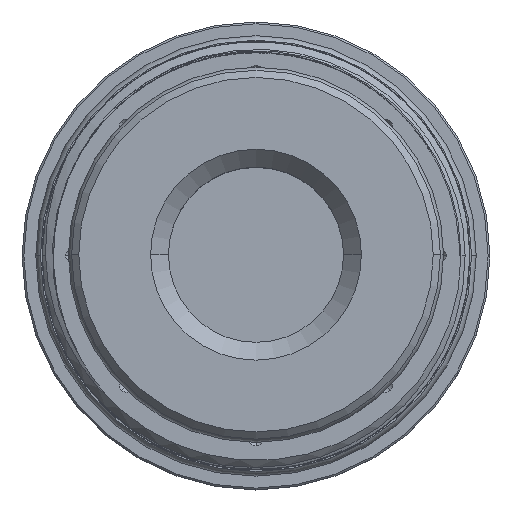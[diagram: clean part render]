
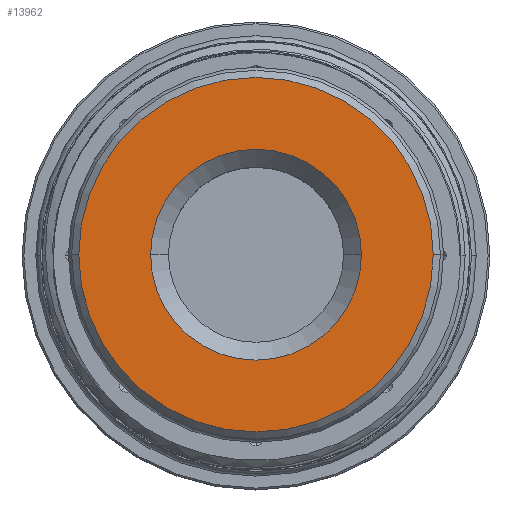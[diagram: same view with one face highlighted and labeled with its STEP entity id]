
A CAD part, top view. The second image highlights one B-rep face of the part: STEP entity #13962.
In plain terms, the highlighted planar face has unit normal (0, 0, 1).
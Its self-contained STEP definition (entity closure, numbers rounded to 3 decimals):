
#297 = VERTEX_POINT ( 'NONE', #12900 ) ;
#1114 = CARTESIAN_POINT ( 'NONE',  ( -11.8, 0., 85.95 ) ) ;
#1242 = EDGE_CURVE ( 'NONE', #37300, #19135, #4882, .T. ) ;
#2835 = AXIS2_PLACEMENT_3D ( 'NONE', #16067, #26228, #22908 ) ;
#3853 = DIRECTION ( 'NONE',  ( 0., 0., 1. ) ) ;
#4290 = VERTEX_POINT ( 'NONE', #12248 ) ;
#4882 = CIRCLE ( 'NONE', #42142, 11.8 ) ;
#10134 = CIRCLE ( 'NONE', #42983, 11.8 ) ;
#10486 = DIRECTION ( 'NONE',  ( 1., 0., 0. ) ) ;
#12248 = CARTESIAN_POINT ( 'NONE',  ( 19.84, 0., 85.95 ) ) ;
#12520 = DIRECTION ( 'NONE',  ( 0., 0., -1. ) ) ;
#12900 = CARTESIAN_POINT ( 'NONE',  ( -19.84, 0., 85.95 ) ) ;
#13421 = ORIENTED_EDGE ( 'NONE', *, *, #39675, .T. ) ;
#13678 = DIRECTION ( 'NONE',  ( 1., 0., 0. ) ) ;
#13962 = ADVANCED_FACE ( 'NONE', ( #41473, #21720 ), #33031, .T. ) ;
#14747 = AXIS2_PLACEMENT_3D ( 'NONE', #23565, #3853, #13678 ) ;
#15847 = DIRECTION ( 'NONE',  ( 1., 0., 0. ) ) ;
#16067 = CARTESIAN_POINT ( 'NONE',  ( 20.64, 0., 85.95 ) ) ;
#17508 = DIRECTION ( 'NONE',  ( 1., 0., 0. ) ) ;
#19135 = VERTEX_POINT ( 'NONE', #1114 ) ;
#20484 = DIRECTION ( 'NONE',  ( 0., 0., -1. ) ) ;
#20528 = EDGE_CURVE ( 'NONE', #19135, #37300, #10134, .T. ) ;
#21720 = FACE_OUTER_BOUND ( 'NONE', #25631, .T. ) ;
#22908 = DIRECTION ( 'NONE',  ( 1., 0., 0. ) ) ;
#23565 = CARTESIAN_POINT ( 'NONE',  ( 0., 0., 85.95 ) ) ;
#25631 = EDGE_LOOP ( 'NONE', ( #13421, #36668 ) ) ;
#26228 = DIRECTION ( 'NONE',  ( 0., 0., 1. ) ) ;
#26954 = ORIENTED_EDGE ( 'NONE', *, *, #20528, .T. ) ;
#27245 = CARTESIAN_POINT ( 'NONE',  ( 0., 0., 85.95 ) ) ;
#28865 = EDGE_CURVE ( 'NONE', #4290, #297, #35729, .T. ) ;
#29189 = ORIENTED_EDGE ( 'NONE', *, *, #1242, .T. ) ;
#29351 = EDGE_LOOP ( 'NONE', ( #29189, #26954 ) ) ;
#30349 = CARTESIAN_POINT ( 'NONE',  ( 0., 0., 85.95 ) ) ;
#32388 = CARTESIAN_POINT ( 'NONE',  ( 0., 0., 85.95 ) ) ;
#33031 = PLANE ( 'NONE',  #2835 ) ;
#33360 = AXIS2_PLACEMENT_3D ( 'NONE', #27245, #34197, #17508 ) ;
#34197 = DIRECTION ( 'NONE',  ( 0., 0., 1. ) ) ;
#35729 = CIRCLE ( 'NONE', #33360, 19.84 ) ;
#36668 = ORIENTED_EDGE ( 'NONE', *, *, #28865, .T. ) ;
#36984 = CARTESIAN_POINT ( 'NONE',  ( 11.8, 0., 85.95 ) ) ;
#37300 = VERTEX_POINT ( 'NONE', #36984 ) ;
#39183 = CIRCLE ( 'NONE', #14747, 19.84 ) ;
#39675 = EDGE_CURVE ( 'NONE', #297, #4290, #39183, .T. ) ;
#41473 = FACE_BOUND ( 'NONE', #29351, .T. ) ;
#42142 = AXIS2_PLACEMENT_3D ( 'NONE', #32388, #12520, #15847 ) ;
#42983 = AXIS2_PLACEMENT_3D ( 'NONE', #30349, #20484, #10486 ) ;
